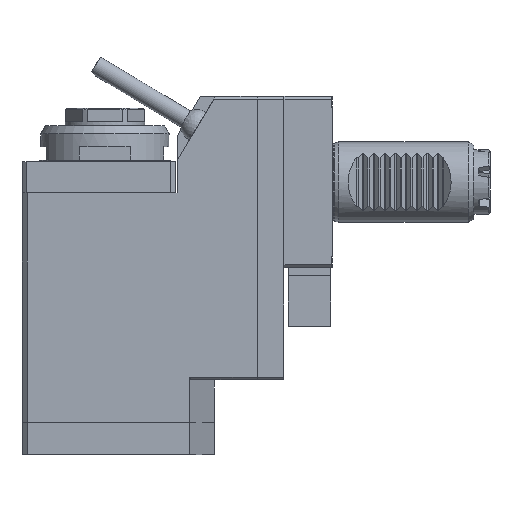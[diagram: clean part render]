
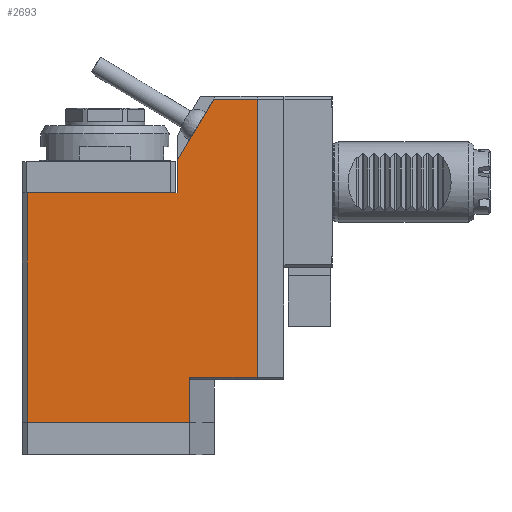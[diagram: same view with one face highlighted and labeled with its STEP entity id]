
A CAD part, left-side view. The second image highlights one B-rep face of the part: STEP entity #2693.
In plain terms, the highlighted planar face has unit normal (-1, 0, 0).
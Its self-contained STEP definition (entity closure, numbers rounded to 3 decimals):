
#262 = VECTOR ( 'NONE', #23293, 1000. ) ;
#1018 = EDGE_CURVE ( 'NONE', #27562, #13514, #11938, .T. ) ;
#1917 = LINE ( 'NONE', #9580, #5844 ) ;
#2216 = DIRECTION ( 'NONE',  ( 0., 0., -1. ) ) ;
#2693 = ADVANCED_FACE ( 'Defeature completata1_4', ( #31281 ), #27035, .F. ) ;
#2763 = VECTOR ( 'NONE', #23049, 1000. ) ;
#3358 = EDGE_CURVE ( 'NONE', #27562, #13750, #7952, .T. ) ;
#4216 = DIRECTION ( 'NONE',  ( 1., 0., 0. ) ) ;
#4553 = CARTESIAN_POINT ( 'NONE',  ( -32., 0., 0. ) ) ;
#4789 = ORIENTED_EDGE ( 'NONE', *, *, #29715, .F. ) ;
#4808 = CARTESIAN_POINT ( 'NONE',  ( -32., -31.674, -90. ) ) ;
#4936 = ORIENTED_EDGE ( 'NONE', *, *, #8854, .T. ) ;
#5566 = VECTOR ( 'NONE', #17443, 1000. ) ;
#5646 = ORIENTED_EDGE ( 'NONE', *, *, #23401, .F. ) ;
#5844 = VECTOR ( 'NONE', #24780, 1000. ) ;
#6010 = VECTOR ( 'NONE', #27028, 1000. ) ;
#6748 = CARTESIAN_POINT ( 'NONE',  ( -32., 31., -4. ) ) ;
#7483 = CARTESIAN_POINT ( 'NONE',  ( -32., -27., 8. ) ) ;
#7952 = LINE ( 'NONE', #25145, #9595 ) ;
#8043 = LINE ( 'NONE', #17899, #262 ) ;
#8361 = ORIENTED_EDGE ( 'NONE', *, *, #13926, .F. ) ;
#8442 = CARTESIAN_POINT ( 'NONE',  ( -32., -40.82, 31. ) ) ;
#8854 = EDGE_CURVE ( 'NONE', #9084, #16989, #24940, .T. ) ;
#9084 = VERTEX_POINT ( 'NONE', #4808 ) ;
#9231 = ORIENTED_EDGE ( 'NONE', *, *, #26158, .F. ) ;
#9580 = CARTESIAN_POINT ( 'NONE',  ( -32., -57., 32. ) ) ;
#9595 = VECTOR ( 'NONE', #22697, 1000. ) ;
#9785 = CARTESIAN_POINT ( 'NONE',  ( -32., 29., -4. ) ) ;
#9998 = CARTESIAN_POINT ( 'NONE',  ( -32., -57., 31. ) ) ;
#10755 = DIRECTION ( 'NONE',  ( 0., 1., 0. ) ) ;
#11220 = ORIENTED_EDGE ( 'NONE', *, *, #1018, .F. ) ;
#11938 = LINE ( 'NONE', #6748, #26560 ) ;
#12087 = ORIENTED_EDGE ( 'NONE', *, *, #26784, .T. ) ;
#12808 = VECTOR ( 'NONE', #23394, 1000. ) ;
#12874 = CARTESIAN_POINT ( 'NONE',  ( -32., -24.5, -4. ) ) ;
#12896 = ORIENTED_EDGE ( 'NONE', *, *, #16642, .T. ) ;
#13489 = CARTESIAN_POINT ( 'NONE',  ( -32., 29., -90. ) ) ;
#13514 = VERTEX_POINT ( 'NONE', #12874 ) ;
#13532 = LINE ( 'NONE', #25502, #12808 ) ;
#13750 = VERTEX_POINT ( 'NONE', #13489 ) ;
#13926 = EDGE_CURVE ( 'NONE', #14653, #20397, #1917, .T. ) ;
#14053 = DIRECTION ( 'NONE',  ( 0., -1., 0. ) ) ;
#14568 = DIRECTION ( 'NONE',  ( 0., -1., 0. ) ) ;
#14653 = VERTEX_POINT ( 'NONE', #9998 ) ;
#15407 = CARTESIAN_POINT ( 'NONE',  ( -32., -31.674, 0. ) ) ;
#15611 = LINE ( 'NONE', #27732, #2763 ) ;
#15795 = AXIS2_PLACEMENT_3D ( 'NONE', #4553, #4216, #2216 ) ;
#16257 = CARTESIAN_POINT ( 'NONE',  ( -32., -27., -4. ) ) ;
#16642 = EDGE_CURVE ( 'NONE', #14653, #29343, #23029, .T. ) ;
#16892 = VERTEX_POINT ( 'NONE', #7483 ) ;
#16989 = VERTEX_POINT ( 'NONE', #29365 ) ;
#17281 = VECTOR ( 'NONE', #10755, 1000. ) ;
#17412 = CARTESIAN_POINT ( 'NONE',  ( -32., 31., -4. ) ) ;
#17443 = DIRECTION ( 'NONE',  ( 0., -1., 0. ) ) ;
#17899 = CARTESIAN_POINT ( 'NONE',  ( -32., -27., 8. ) ) ;
#18000 = VECTOR ( 'NONE', #14568, 1000. ) ;
#18299 = CARTESIAN_POINT ( 'NONE',  ( -32., 0., 31. ) ) ;
#19519 = ORIENTED_EDGE ( 'NONE', *, *, #3358, .T. ) ;
#20397 = VERTEX_POINT ( 'NONE', #29447 ) ;
#20790 = EDGE_CURVE ( 'NONE', #29343, #16892, #8043, .T. ) ;
#20921 = EDGE_LOOP ( 'NONE', ( #11220, #19519, #5646, #4936, #12087, #8361, #12896, #27742, #9231, #4789 ) ) ;
#22012 = LINE ( 'NONE', #29919, #5566 ) ;
#22697 = DIRECTION ( 'NONE',  ( 0., 0., -1. ) ) ;
#23029 = LINE ( 'NONE', #18299, #17281 ) ;
#23049 = DIRECTION ( 'NONE',  ( 0., 1., 0. ) ) ;
#23293 = DIRECTION ( 'NONE',  ( 0., 0.515, -0.857 ) ) ;
#23394 = DIRECTION ( 'NONE',  ( 0., 0., 1. ) ) ;
#23401 = EDGE_CURVE ( 'NONE', #9084, #13750, #15611, .T. ) ;
#24780 = DIRECTION ( 'NONE',  ( 0., 0., -1. ) ) ;
#24940 = LINE ( 'NONE', #15407, #6010 ) ;
#25145 = CARTESIAN_POINT ( 'NONE',  ( -32., 29., 0. ) ) ;
#25266 = VERTEX_POINT ( 'NONE', #16257 ) ;
#25502 = CARTESIAN_POINT ( 'NONE',  ( -32., -27., -4. ) ) ;
#26158 = EDGE_CURVE ( 'NONE', #25266, #16892, #13532, .T. ) ;
#26560 = VECTOR ( 'NONE', #14053, 1000. ) ;
#26784 = EDGE_CURVE ( 'NONE', #16989, #20397, #22012, .T. ) ;
#27028 = DIRECTION ( 'NONE',  ( 0., 0., 1. ) ) ;
#27035 = PLANE ( 'NONE',  #15795 ) ;
#27562 = VERTEX_POINT ( 'NONE', #9785 ) ;
#27732 = CARTESIAN_POINT ( 'NONE',  ( -32., -41., -90. ) ) ;
#27742 = ORIENTED_EDGE ( 'NONE', *, *, #20790, .T. ) ;
#29343 = VERTEX_POINT ( 'NONE', #8442 ) ;
#29365 = CARTESIAN_POINT ( 'NONE',  ( -32., -31.674, -73. ) ) ;
#29417 = LINE ( 'NONE', #17412, #18000 ) ;
#29447 = CARTESIAN_POINT ( 'NONE',  ( -32., -57., -73. ) ) ;
#29715 = EDGE_CURVE ( 'NONE', #13514, #25266, #29417, .T. ) ;
#29919 = CARTESIAN_POINT ( 'NONE',  ( -32., 0., -73. ) ) ;
#31281 = FACE_OUTER_BOUND ( 'NONE', #20921, .T. ) ;
